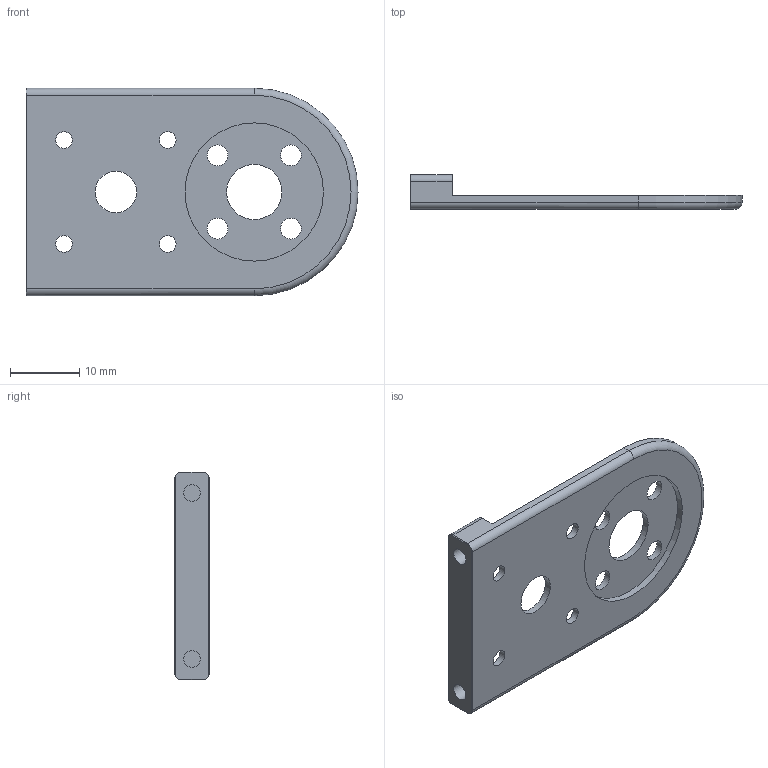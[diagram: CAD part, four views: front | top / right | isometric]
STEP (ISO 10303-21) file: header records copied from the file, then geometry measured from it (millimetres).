
FILE_DESCRIPTION(/* description */ (''),/* implementation_level */ '2;1');
FILE_NAME(/* name */ 'mountmountrotory3_ipt_e3867f42.STEP',/* time_stamp */ '2022-06-02T14:50:26+03:00',/* author */ ('Sulieman DAHER'),/* organization */ (''),/* preprocessor_version */ 'ST-DEVELOPER v16.13',/* originating_system */ 'Autodesk Inventor 2018',/* authorisation */ '');
FILE_SCHEMA (('AUTOMOTIVE_DESIGN { 1 0 10303 214 3 1 1 }'));
Length unit declared in the file: millimetre
Products named in the file (1): mountmountrotory3
Bounding box: 48 x 5 x 30 mm (x, y, z)
Volume: 2144.8 mm3; surface area: 3222.8 mm2
Topology: 1 solids, 1 shells, 43 faces, 118 edges, 79 vertices
Faces by surface type: cylinder 22, plane 20, torus 1
Full cylindrical faces by diameter (mm): 2.4 x4, 2.459 x2, 3 x4, 6 x1, 8 x1, 20 x1
Entity records: 1374 total; most frequent: DIRECTION 243, CARTESIAN_POINT 220, ORIENTED_EDGE 202, EDGE_CURVE 101, AXIS2_PLACEMENT_3D 98, EDGE_LOOP 79, VERTEX_POINT 75, LINE 47
